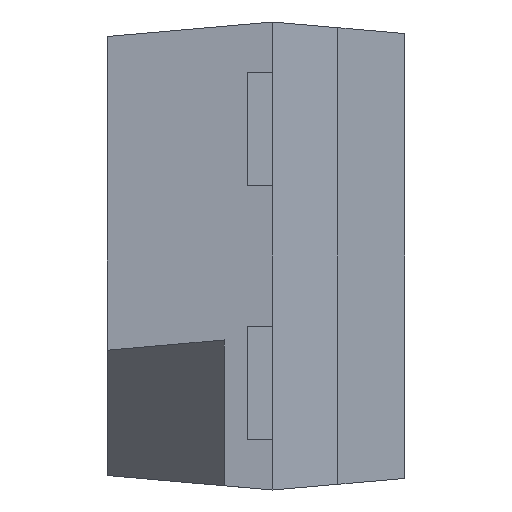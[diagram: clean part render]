
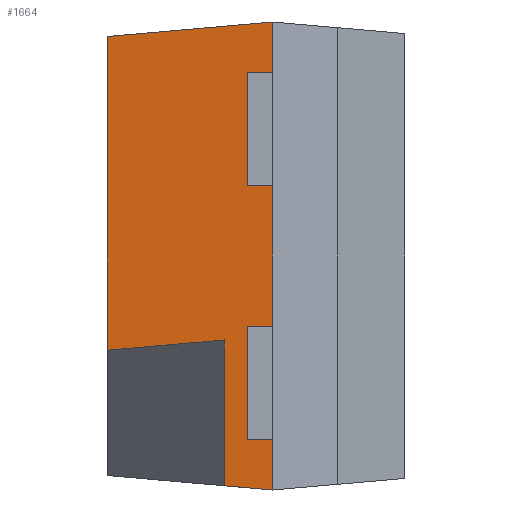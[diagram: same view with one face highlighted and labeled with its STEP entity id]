
A CAD part, left-side view. The second image highlights one B-rep face of the part: STEP entity #1664.
In plain terms, the highlighted planar face has unit normal (-0.996, 0.087, 0).
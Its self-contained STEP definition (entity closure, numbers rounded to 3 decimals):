
#8 = EDGE_CURVE ( 'NONE', #738, #1485, #1240, .T. ) ;
#27 = VERTEX_POINT ( 'NONE', #393 ) ;
#29 = EDGE_CURVE ( 'NONE', #1270, #1195, #279, .T. ) ;
#34 = DIRECTION ( 'NONE',  ( -0.087, -0.992, 0.087 ) ) ;
#35 = VERTEX_POINT ( 'NONE', #539 ) ;
#37 = VECTOR ( 'NONE', #148, 1000. ) ;
#38 = DIRECTION ( 'NONE',  ( 0., 0., -1. ) ) ;
#60 = LINE ( 'NONE', #608, #1629 ) ;
#86 = DIRECTION ( 'NONE',  ( 0., 0., -1. ) ) ;
#96 = CARTESIAN_POINT ( 'NONE',  ( -1.6, 0.79, 1.1 ) ) ;
#97 = ORIENTED_EDGE ( 'NONE', *, *, #1615, .F. ) ;
#98 = VERTEX_POINT ( 'NONE', #498 ) ;
#125 = CARTESIAN_POINT ( 'NONE',  ( -1.587, 0.94, 0. ) ) ;
#148 = DIRECTION ( 'NONE',  ( 0., 0., 1. ) ) ;
#151 = CARTESIAN_POINT ( 'NONE',  ( -1.6, 0.79, -0.42 ) ) ;
#166 = VECTOR ( 'NONE', #1453, 1000. ) ;
#195 = LINE ( 'NONE', #1546, #781 ) ;
#196 = CARTESIAN_POINT ( 'NONE',  ( -1.587, 0.94, 0. ) ) ;
#208 = VECTOR ( 'NONE', #86, 1000. ) ;
#225 = CARTESIAN_POINT ( 'NONE',  ( -1.513, 1.78, -0.564 ) ) ;
#257 = LINE ( 'NONE', #1180, #1533 ) ;
#259 = VECTOR ( 'NONE', #1537, 1000. ) ;
#269 = ORIENTED_EDGE ( 'NONE', *, *, #952, .T. ) ;
#279 = LINE ( 'NONE', #1435, #37 ) ;
#290 = ORIENTED_EDGE ( 'NONE', *, *, #392, .F. ) ;
#346 = VECTOR ( 'NONE', #38, 1000. ) ;
#359 = LINE ( 'NONE', #1015, #208 ) ;
#366 = DIRECTION ( 'NONE',  ( 0.087, 0.996, 0. ) ) ;
#392 = EDGE_CURVE ( 'NONE', #1687, #738, #257, .T. ) ;
#393 = CARTESIAN_POINT ( 'NONE',  ( -1.6, 0.79, -1.1 ) ) ;
#419 = ORIENTED_EDGE ( 'NONE', *, *, #1623, .F. ) ;
#498 = CARTESIAN_POINT ( 'NONE',  ( -1.587, 0.94, 1.1 ) ) ;
#512 = LINE ( 'NONE', #1397, #882 ) ;
#517 = LINE ( 'NONE', #598, #346 ) ;
#539 = CARTESIAN_POINT ( 'NONE',  ( -1.513, 1.78, 1.313 ) ) ;
#553 = ORIENTED_EDGE ( 'NONE', *, *, #1484, .F. ) ;
#559 = CARTESIAN_POINT ( 'NONE',  ( -1.6, 0.79, 1.4 ) ) ;
#573 = ORIENTED_EDGE ( 'NONE', *, *, #1523, .F. ) ;
#588 = LINE ( 'NONE', #844, #891 ) ;
#598 = CARTESIAN_POINT ( 'NONE',  ( -1.6, 0.79, 0. ) ) ;
#600 = VERTEX_POINT ( 'NONE', #1146 ) ;
#608 = CARTESIAN_POINT ( 'NONE',  ( -1.6, 0.79, 0. ) ) ;
#632 = ORIENTED_EDGE ( 'NONE', *, *, #8, .F. ) ;
#656 = VECTOR ( 'NONE', #1641, 1000. ) ;
#663 = DIRECTION ( 'NONE',  ( 0., 0., -1. ) ) ;
#681 = ORIENTED_EDGE ( 'NONE', *, *, #869, .T. ) ;
#696 = CARTESIAN_POINT ( 'NONE',  ( -1.575, 1.08, -0.502 ) ) ;
#738 = VERTEX_POINT ( 'NONE', #1086 ) ;
#759 = CARTESIAN_POINT ( 'NONE',  ( -1.6, 0.79, 1.1 ) ) ;
#781 = VECTOR ( 'NONE', #1265, 1000. ) ;
#785 = DIRECTION ( 'NONE',  ( -0.996, 0.087, 0. ) ) ;
#790 = CARTESIAN_POINT ( 'NONE',  ( -1.6, 0.79, 0.42 ) ) ;
#799 = LINE ( 'NONE', #1600, #166 ) ;
#830 = VERTEX_POINT ( 'NONE', #790 ) ;
#844 = CARTESIAN_POINT ( 'NONE',  ( -1.588, 0.928, 1.388 ) ) ;
#864 = ORIENTED_EDGE ( 'NONE', *, *, #981, .F. ) ;
#869 = EDGE_CURVE ( 'NONE', #830, #600, #195, .T. ) ;
#882 = VECTOR ( 'NONE', #1128, 1000. ) ;
#891 = VECTOR ( 'NONE', #34, 1000. ) ;
#908 = LINE ( 'NONE', #1420, #1545 ) ;
#911 = VECTOR ( 'NONE', #366, 1000. ) ;
#952 = EDGE_CURVE ( 'NONE', #1270, #1263, #799, .T. ) ;
#968 = AXIS2_PLACEMENT_3D ( 'NONE', #1048, #785, #1556 ) ;
#981 = EDGE_CURVE ( 'NONE', #35, #1082, #588, .T. ) ;
#997 = DIRECTION ( 'NONE',  ( 0., 0., -1. ) ) ;
#1011 = CARTESIAN_POINT ( 'NONE',  ( -1.6, 0.79, -1.4 ) ) ;
#1015 = CARTESIAN_POINT ( 'NONE',  ( -1.6, 0.79, 0. ) ) ;
#1020 = CARTESIAN_POINT ( 'NONE',  ( -1.575, 1.08, -1.375 ) ) ;
#1048 = CARTESIAN_POINT ( 'NONE',  ( -1.6, 0.79, 0. ) ) ;
#1050 = ORIENTED_EDGE ( 'NONE', *, *, #1241, .T. ) ;
#1061 = ORIENTED_EDGE ( 'NONE', *, *, #1357, .F. ) ;
#1082 = VERTEX_POINT ( 'NONE', #559 ) ;
#1086 = CARTESIAN_POINT ( 'NONE',  ( -1.587, 0.94, -0.42 ) ) ;
#1094 = LINE ( 'NONE', #1394, #656 ) ;
#1128 = DIRECTION ( 'NONE',  ( 0.087, 0.992, -0.087 ) ) ;
#1146 = CARTESIAN_POINT ( 'NONE',  ( -1.587, 0.94, 0.42 ) ) ;
#1180 = CARTESIAN_POINT ( 'NONE',  ( -1.6, 0.79, -0.42 ) ) ;
#1195 = VERTEX_POINT ( 'NONE', #696 ) ;
#1200 = EDGE_LOOP ( 'NONE', ( #1302, #864, #1061, #573, #1293, #269, #553, #1050, #632, #290, #97, #681, #1347, #419 ) ) ;
#1240 = LINE ( 'NONE', #125, #1521 ) ;
#1241 = EDGE_CURVE ( 'NONE', #27, #1485, #1094, .T. ) ;
#1263 = VERTEX_POINT ( 'NONE', #1011 ) ;
#1265 = DIRECTION ( 'NONE',  ( 0.087, 0.996, 0. ) ) ;
#1270 = VERTEX_POINT ( 'NONE', #1020 ) ;
#1273 = EDGE_CURVE ( 'NONE', #98, #600, #1530, .T. ) ;
#1293 = ORIENTED_EDGE ( 'NONE', *, *, #29, .F. ) ;
#1301 = VERTEX_POINT ( 'NONE', #759 ) ;
#1302 = ORIENTED_EDGE ( 'NONE', *, *, #1399, .F. ) ;
#1347 = ORIENTED_EDGE ( 'NONE', *, *, #1273, .F. ) ;
#1357 = EDGE_CURVE ( 'NONE', #1558, #35, #908, .T. ) ;
#1394 = CARTESIAN_POINT ( 'NONE',  ( -1.6, 0.79, -1.1 ) ) ;
#1397 = CARTESIAN_POINT ( 'NONE',  ( -1.575, 1.076, -0.502 ) ) ;
#1399 = EDGE_CURVE ( 'NONE', #1082, #1301, #517, .T. ) ;
#1405 = LINE ( 'NONE', #96, #911 ) ;
#1420 = CARTESIAN_POINT ( 'NONE',  ( -1.513, 1.78, 0. ) ) ;
#1435 = CARTESIAN_POINT ( 'NONE',  ( -1.575, 1.08, 0. ) ) ;
#1439 = PLANE ( 'NONE',  #968 ) ;
#1448 = DIRECTION ( 'NONE',  ( 0.087, 0.996, 0. ) ) ;
#1453 = DIRECTION ( 'NONE',  ( -0.087, -0.992, -0.087 ) ) ;
#1484 = EDGE_CURVE ( 'NONE', #27, #1263, #60, .T. ) ;
#1485 = VERTEX_POINT ( 'NONE', #1633 ) ;
#1521 = VECTOR ( 'NONE', #663, 1000. ) ;
#1523 = EDGE_CURVE ( 'NONE', #1195, #1558, #512, .T. ) ;
#1530 = LINE ( 'NONE', #196, #259 ) ;
#1533 = VECTOR ( 'NONE', #1448, 1000. ) ;
#1537 = DIRECTION ( 'NONE',  ( 0., 0., -1. ) ) ;
#1544 = DIRECTION ( 'NONE',  ( 0., 0., 1. ) ) ;
#1545 = VECTOR ( 'NONE', #1544, 1000. ) ;
#1546 = CARTESIAN_POINT ( 'NONE',  ( -1.6, 0.79, 0.42 ) ) ;
#1556 = DIRECTION ( 'NONE',  ( -0.087, -0.996, 0. ) ) ;
#1558 = VERTEX_POINT ( 'NONE', #225 ) ;
#1600 = CARTESIAN_POINT ( 'NONE',  ( -1.589, 0.911, -1.389 ) ) ;
#1615 = EDGE_CURVE ( 'NONE', #830, #1687, #359, .T. ) ;
#1623 = EDGE_CURVE ( 'NONE', #1301, #98, #1405, .T. ) ;
#1629 = VECTOR ( 'NONE', #997, 1000. ) ;
#1633 = CARTESIAN_POINT ( 'NONE',  ( -1.587, 0.94, -1.1 ) ) ;
#1641 = DIRECTION ( 'NONE',  ( 0.087, 0.996, 0. ) ) ;
#1664 = ADVANCED_FACE ( 'NONE', ( #1679 ), #1439, .T. ) ;
#1679 = FACE_OUTER_BOUND ( 'NONE', #1200, .T. ) ;
#1687 = VERTEX_POINT ( 'NONE', #151 ) ;
